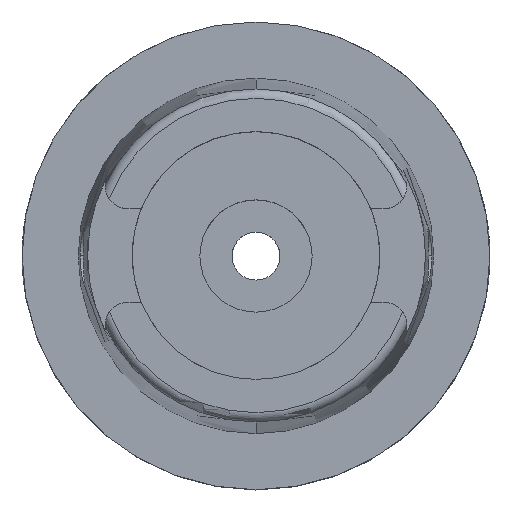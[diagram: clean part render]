
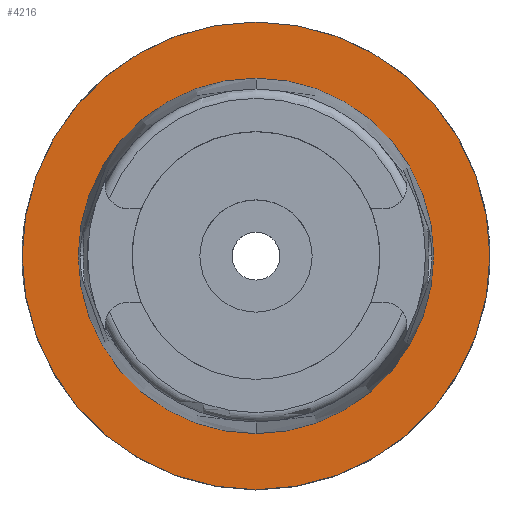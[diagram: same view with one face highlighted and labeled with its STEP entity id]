
A CAD part, top view. The second image highlights one B-rep face of the part: STEP entity #4216.
In plain terms, the highlighted planar face has unit normal (0, 0, 1).
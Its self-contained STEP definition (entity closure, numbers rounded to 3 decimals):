
#2060=CARTESIAN_POINT('',(0.,0.,0.));
#2061=DIRECTION('',(0.,0.,-1.));
#2062=DIRECTION('',(0.,-1.,0.));
#2063=AXIS2_PLACEMENT_3D('',#2060,#2061,#2062);
#2068=CARTESIAN_POINT('',(0.,0.,0.));
#2069=DIRECTION('',(0.,0.,-1.));
#2070=DIRECTION('',(0.,1.,0.));
#2071=AXIS2_PLACEMENT_3D('',#2068,#2069,#2070);
#2076=CARTESIAN_POINT('',(0.,0.,0.));
#2077=DIRECTION('',(0.,0.,1.));
#2078=DIRECTION('',(0.,-1.,0.));
#2079=AXIS2_PLACEMENT_3D('',#2076,#2077,#2078);
#2084=CARTESIAN_POINT('',(0.,0.,0.));
#2085=DIRECTION('',(0.,0.,1.));
#2086=DIRECTION('',(0.,1.,0.));
#2087=AXIS2_PLACEMENT_3D('',#2084,#2085,#2086);
#2408=CARTESIAN_POINT('',(0.,-38.,0.));
#2409=VERTEX_POINT('',#2408);
#2410=CARTESIAN_POINT('',(0.,38.,0.));
#2411=VERTEX_POINT('',#2410);
#2665=CARTESIAN_POINT('',(0.,50.,0.));
#2666=VERTEX_POINT('',#2665);
#2667=CARTESIAN_POINT('',(0.,-50.,0.));
#2668=VERTEX_POINT('',#2667);
#4203=CARTESIAN_POINT('',(0.,0.,0.));
#4204=DIRECTION('',(0.,0.,-1.));
#4205=DIRECTION('',(0.,-1.,0.));
#4206=AXIS2_PLACEMENT_3D('',#4203,#4204,#4205);
#4207=PLANE('',#4206);
#4208=ORIENTED_EDGE('',*,*,#3968,.T.);
#4209=ORIENTED_EDGE('',*,*,#4077,.T.);
#4210=EDGE_LOOP('',(#4208,#4209));
#4211=FACE_OUTER_BOUND('',#4210,.F.);
#4212=ORIENTED_EDGE('',*,*,#2908,.T.);
#4213=ORIENTED_EDGE('',*,*,#2879,.T.);
#4214=EDGE_LOOP('',(#4212,#4213));
#4215=FACE_BOUND('',#4214,.F.);
#2064=CIRCLE('',#2063,50.);
#2072=CIRCLE('',#2071,50.);
#2080=CIRCLE('',#2079,38.);
#2088=CIRCLE('',#2087,38.);
#2879=EDGE_CURVE('',#2411,#2409,#2088,.T.);
#2908=EDGE_CURVE('',#2409,#2411,#2080,.T.);
#3968=EDGE_CURVE('',#2668,#2666,#2064,.T.);
#4077=EDGE_CURVE('',#2666,#2668,#2072,.T.);
#4216=ADVANCED_FACE('',(#4211,#4215),#4207,.F.);
